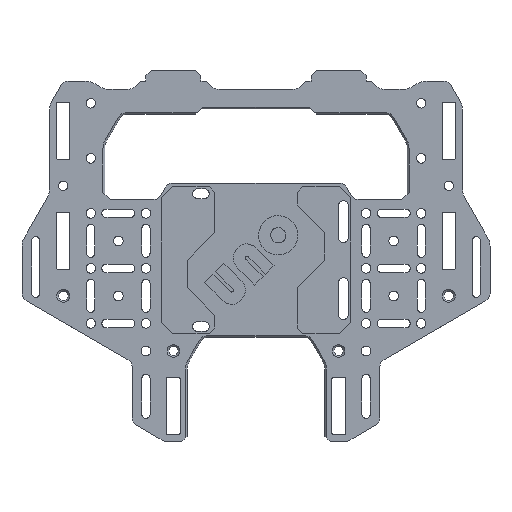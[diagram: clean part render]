
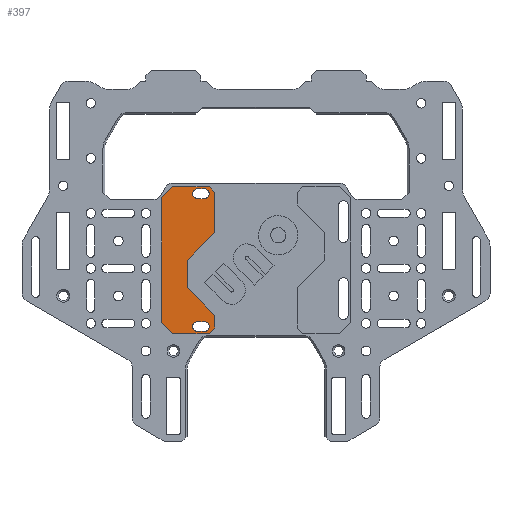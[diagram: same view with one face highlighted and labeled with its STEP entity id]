
A CAD part, top view. The second image highlights one B-rep face of the part: STEP entity #397.
In plain terms, the highlighted planar face has unit normal (0, 0, 1).
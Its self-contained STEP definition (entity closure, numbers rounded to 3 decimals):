
#397=ADVANCED_FACE('',(#3163,#3165,#3167),#3169,.T.);
#3163=FACE_BOUND('',#3164,.T.);
#3164=EDGE_LOOP('',(#5392,#5393,#5394,#5395,#5396,#5397,#5398,#5399,#5400,#5401,
#5402,#5403));
#3165=FACE_BOUND('',#3166,.T.);
#3166=EDGE_LOOP('',(#5404,#5405,#5406,#5407));
#3167=FACE_BOUND('',#3168,.T.);
#3168=EDGE_LOOP('',(#5408,#5409,#5410,#5411));
#3169=PLANE('',#3170);
#3170=AXIS2_PLACEMENT_3D('',#3171,#3172,#3173);
#3171=CARTESIAN_POINT('',(0.,3.,1.68));
#3172=DIRECTION('',(0.,0.,1.));
#3173=DIRECTION('',(0.,-1.,0.));
#5392=ORIENTED_EDGE('',*,*,#6236,.T.);
#5393=ORIENTED_EDGE('',*,*,#6145,.T.);
#5394=ORIENTED_EDGE('',*,*,#6247,.T.);
#5395=ORIENTED_EDGE('',*,*,#6148,.T.);
#5396=ORIENTED_EDGE('',*,*,#6246,.T.);
#5397=ORIENTED_EDGE('',*,*,#6136,.T.);
#5398=ORIENTED_EDGE('',*,*,#6245,.T.);
#5399=ORIENTED_EDGE('',*,*,#6243,.T.);
#5400=ORIENTED_EDGE('',*,*,#6241,.T.);
#5401=ORIENTED_EDGE('',*,*,#6239,.T.);
#5402=ORIENTED_EDGE('',*,*,#6237,.T.);
#5403=ORIENTED_EDGE('',*,*,#6133,.T.);
#5404=ORIENTED_EDGE('',*,*,#6283,.F.);
#5405=ORIENTED_EDGE('',*,*,#6281,.F.);
#5406=ORIENTED_EDGE('',*,*,#6279,.F.);
#5407=ORIENTED_EDGE('',*,*,#6277,.F.);
#5408=ORIENTED_EDGE('',*,*,#6291,.F.);
#5409=ORIENTED_EDGE('',*,*,#6289,.F.);
#5410=ORIENTED_EDGE('',*,*,#6287,.F.);
#5411=ORIENTED_EDGE('',*,*,#6285,.F.);
#6133=EDGE_CURVE('',#7752,#7750,#7753,.F.);
#6136=EDGE_CURVE('',#7757,#7755,#7758,.F.);
#6145=EDGE_CURVE('',#7772,#7770,#7773,.F.);
#6148=EDGE_CURVE('',#7777,#7775,#7778,.F.);
#6236=EDGE_CURVE('',#7750,#7772,#7910,.T.);
#6237=EDGE_CURVE('',#7911,#7752,#7912,.T.);
#6239=EDGE_CURVE('',#7914,#7911,#7915,.T.);
#6241=EDGE_CURVE('',#7917,#7914,#7918,.T.);
#6243=EDGE_CURVE('',#7920,#7917,#7921,.T.);
#6245=EDGE_CURVE('',#7755,#7920,#7923,.T.);
#6246=EDGE_CURVE('',#7775,#7757,#7924,.T.);
#6247=EDGE_CURVE('',#7770,#7777,#7925,.T.);
#6277=EDGE_CURVE('',#7966,#7968,#7969,.T.);
#6279=EDGE_CURVE('',#7968,#7971,#7972,.F.);
#6281=EDGE_CURVE('',#7971,#7974,#7975,.T.);
#6283=EDGE_CURVE('',#7974,#7966,#7977,.F.);
#6285=EDGE_CURVE('',#7978,#7980,#7981,.T.);
#6287=EDGE_CURVE('',#7980,#7983,#7984,.F.);
#6289=EDGE_CURVE('',#7983,#7986,#7987,.T.);
#6291=EDGE_CURVE('',#7986,#7978,#7989,.F.);
#7750=VERTEX_POINT('',#10900);
#7752=VERTEX_POINT('',#10904);
#7753=LINE('',#10905,#10906);
#7755=VERTEX_POINT('',#10911);
#7757=VERTEX_POINT('',#10915);
#7758=LINE('',#10916,#10917);
#7770=VERTEX_POINT('',#10944);
#7772=VERTEX_POINT('',#10948);
#7773=LINE('',#10949,#10950);
#7775=VERTEX_POINT('',#10955);
#7777=VERTEX_POINT('',#10959);
#7778=LINE('',#10960,#10961);
#7910=LINE('',#11268,#11269);
#7911=VERTEX_POINT('',#11271);
#7912=LINE('',#11272,#11273);
#7914=VERTEX_POINT('',#11278);
#7915=LINE('',#11279,#11280);
#7917=VERTEX_POINT('',#11285);
#7918=LINE('',#11286,#11287);
#7920=VERTEX_POINT('',#11292);
#7921=LINE('',#11293,#11294);
#7923=LINE('',#11299,#11300);
#7924=LINE('',#11302,#11303);
#7925=LINE('',#11305,#11306);
#7966=VERTEX_POINT('',#11408);
#7968=VERTEX_POINT('',#11412);
#7969=CIRCLE('',#11413,1.75);
#7971=VERTEX_POINT('',#11420);
#7972=LINE('',#11421,#11422);
#7974=VERTEX_POINT('',#11427);
#7975=CIRCLE('',#11428,1.75);
#7977=LINE('',#11435,#11436);
#7978=VERTEX_POINT('',#11438);
#7980=VERTEX_POINT('',#11442);
#7981=CIRCLE('',#11443,1.75);
#7983=VERTEX_POINT('',#11450);
#7984=LINE('',#11451,#11452);
#7986=VERTEX_POINT('',#11457);
#7987=CIRCLE('',#11458,1.75);
#7989=LINE('',#11465,#11466);
#10900=CARTESIAN_POINT('',(-17.,29.67,1.68));
#10904=CARTESIAN_POINT('',(-15.,27.67,1.68));
#10905=CARTESIAN_POINT('',(-17.,29.67,1.68));
#10906=VECTOR('',#10907,1.);
#10907=DIRECTION('',(0.707,-0.707,0.));
#10911=CARTESIAN_POINT('',(-15.,-21.67,1.68));
#10915=CARTESIAN_POINT('',(-17.,-23.67,1.68));
#10916=CARTESIAN_POINT('',(-15.,-21.67,1.68));
#10917=VECTOR('',#10918,1.);
#10918=DIRECTION('',(-0.707,-0.707,0.));
#10944=CARTESIAN_POINT('',(-34.29,25.67,1.68));
#10948=CARTESIAN_POINT('',(-30.29,29.67,1.68));
#10949=CARTESIAN_POINT('',(-34.29,25.67,1.68));
#10950=VECTOR('',#10951,1.);
#10951=DIRECTION('',(0.707,0.707,0.));
#10955=CARTESIAN_POINT('',(-30.29,-23.67,1.68));
#10959=CARTESIAN_POINT('',(-34.29,-19.67,1.68));
#10960=CARTESIAN_POINT('',(-30.29,-23.67,1.68));
#10961=VECTOR('',#10962,1.);
#10962=DIRECTION('',(-0.707,0.707,0.));
#11268=CARTESIAN_POINT('',(-17.,29.67,1.68));
#11269=VECTOR('',#11270,1.);
#11270=DIRECTION('',(-1.,0.,0.));
#11271=CARTESIAN_POINT('',(-15.,13.,1.68));
#11272=CARTESIAN_POINT('',(-15.,13.,1.68));
#11273=VECTOR('',#11274,1.);
#11274=DIRECTION('',(0.,1.,0.));
#11278=CARTESIAN_POINT('',(-25.,3.,1.68));
#11279=CARTESIAN_POINT('',(-25.,3.,1.68));
#11280=VECTOR('',#11281,1.);
#11281=DIRECTION('',(0.707,0.707,0.));
#11285=CARTESIAN_POINT('',(-25.,-7.,1.68));
#11286=CARTESIAN_POINT('',(-25.,-7.,1.68));
#11287=VECTOR('',#11288,1.);
#11288=DIRECTION('',(0.,1.,0.));
#11292=CARTESIAN_POINT('',(-15.,-17.,1.68));
#11293=CARTESIAN_POINT('',(-15.,-17.,1.68));
#11294=VECTOR('',#11295,1.);
#11295=DIRECTION('',(-0.707,0.707,0.));
#11299=CARTESIAN_POINT('',(-15.,-21.67,1.68));
#11300=VECTOR('',#11301,1.);
#11301=DIRECTION('',(0.,1.,0.));
#11302=CARTESIAN_POINT('',(-30.29,-23.67,1.68));
#11303=VECTOR('',#11304,1.);
#11304=DIRECTION('',(1.,0.,0.));
#11305=CARTESIAN_POINT('',(-34.29,25.67,1.68));
#11306=VECTOR('',#11307,1.);
#11307=DIRECTION('',(0.,-1.,0.));
#11408=CARTESIAN_POINT('',(-21.25,28.88,1.68));
#11412=CARTESIAN_POINT('',(-21.25,25.38,1.68));
#11413=AXIS2_PLACEMENT_3D('',#11414,#11415,#11416);
#11414=CARTESIAN_POINT('',(-21.25,27.13,1.68));
#11415=DIRECTION('',(0.,0.,1.));
#11416=DIRECTION('',(0.,1.,0.));
#11420=CARTESIAN_POINT('',(-18.75,25.38,1.68));
#11421=CARTESIAN_POINT('',(-18.75,25.38,1.68));
#11422=VECTOR('',#11423,1.);
#11423=DIRECTION('',(-1.,0.,0.));
#11427=CARTESIAN_POINT('',(-18.75,28.88,1.68));
#11428=AXIS2_PLACEMENT_3D('',#11429,#11430,#11431);
#11429=CARTESIAN_POINT('',(-18.75,27.13,1.68));
#11430=DIRECTION('',(0.,0.,1.));
#11431=DIRECTION('',(0.,-1.,0.));
#11435=CARTESIAN_POINT('',(-21.25,28.88,1.68));
#11436=VECTOR('',#11437,1.);
#11437=DIRECTION('',(1.,0.,0.));
#11438=CARTESIAN_POINT('',(-21.25,-19.38,1.68));
#11442=CARTESIAN_POINT('',(-21.25,-22.88,1.68));
#11443=AXIS2_PLACEMENT_3D('',#11444,#11445,#11446);
#11444=CARTESIAN_POINT('',(-21.25,-21.13,1.68));
#11445=DIRECTION('',(0.,0.,1.));
#11446=DIRECTION('',(0.,1.,0.));
#11450=CARTESIAN_POINT('',(-18.75,-22.88,1.68));
#11451=CARTESIAN_POINT('',(-18.75,-22.88,1.68));
#11452=VECTOR('',#11453,1.);
#11453=DIRECTION('',(-1.,0.,0.));
#11457=CARTESIAN_POINT('',(-18.75,-19.38,1.68));
#11458=AXIS2_PLACEMENT_3D('',#11459,#11460,#11461);
#11459=CARTESIAN_POINT('',(-18.75,-21.13,1.68));
#11460=DIRECTION('',(0.,0.,1.));
#11461=DIRECTION('',(0.,-1.,0.));
#11465=CARTESIAN_POINT('',(-21.25,-19.38,1.68));
#11466=VECTOR('',#11467,1.);
#11467=DIRECTION('',(1.,0.,0.));
